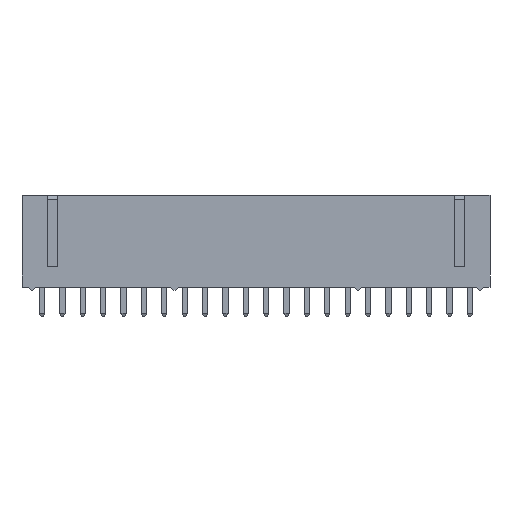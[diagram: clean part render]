
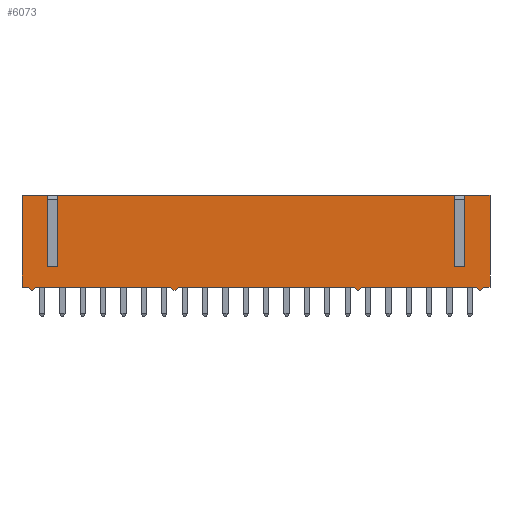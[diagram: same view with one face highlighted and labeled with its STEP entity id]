
A CAD part, front view. The second image highlights one B-rep face of the part: STEP entity #6073.
In plain terms, the highlighted planar face has unit normal (0, -1, 0).
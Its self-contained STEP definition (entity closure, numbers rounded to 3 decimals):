
#9=DIRECTION('',(1.,0.,0.));
#10=VECTOR('',#9,3.135);
#11=CARTESIAN_POINT('',(-29.17,-2.55,0.));
#12=LINE('',#11,#10);
#73=DIRECTION('',(1.,0.,0.));
#74=VECTOR('',#73,3.135);
#75=CARTESIAN_POINT('',(26.035,-2.55,0.));
#76=LINE('',#75,#74);
#121=DIRECTION('',(1.,0.,0.));
#122=VECTOR('',#121,49.53);
#123=CARTESIAN_POINT('',(-24.765,-2.55,0.));
#124=LINE('',#123,#122);
#233=DIRECTION('',(-0.707,0.,-0.707));
#234=VECTOR('',#233,0.537);
#235=CARTESIAN_POINT('',(-27.495,-2.55,-11.43));
#236=LINE('',#235,#234);
#237=DIRECTION('',(-1.,0.,0.));
#238=VECTOR('',#237,0.13);
#239=CARTESIAN_POINT('',(-27.875,-2.55,-11.81));
#240=LINE('',#239,#238);
#241=DIRECTION('',(-0.707,0.,0.707));
#242=VECTOR('',#241,0.537);
#243=CARTESIAN_POINT('',(-28.005,-2.55,-11.81));
#244=LINE('',#243,#242);
#245=DIRECTION('',(0.,0.,-1.));
#246=VECTOR('',#245,11.43);
#247=CARTESIAN_POINT('',(-29.17,-2.55,0.));
#248=LINE('',#247,#246);
#249=DIRECTION('',(0.,0.,-1.));
#250=VECTOR('',#249,8.89);
#251=CARTESIAN_POINT('',(-26.035,-2.55,0.));
#252=LINE('',#251,#250);
#253=DIRECTION('',(1.,0.,0.));
#254=VECTOR('',#253,1.27);
#255=CARTESIAN_POINT('',(-26.035,-2.55,-8.89));
#256=LINE('',#255,#254);
#257=DIRECTION('',(0.,0.,-1.));
#258=VECTOR('',#257,8.89);
#259=CARTESIAN_POINT('',(-24.765,-2.55,0.));
#260=LINE('',#259,#258);
#261=DIRECTION('',(0.,0.,-1.));
#262=VECTOR('',#261,8.89);
#263=CARTESIAN_POINT('',(24.765,-2.55,0.));
#264=LINE('',#263,#262);
#265=DIRECTION('',(1.,0.,0.));
#266=VECTOR('',#265,1.27);
#267=CARTESIAN_POINT('',(24.765,-2.55,-8.89));
#268=LINE('',#267,#266);
#269=DIRECTION('',(0.,0.,-1.));
#270=VECTOR('',#269,8.89);
#271=CARTESIAN_POINT('',(26.035,-2.55,0.));
#272=LINE('',#271,#270);
#273=DIRECTION('',(-0.707,0.,-0.707));
#274=VECTOR('',#273,0.537);
#275=CARTESIAN_POINT('',(28.385,-2.55,-11.43));
#276=LINE('',#275,#274);
#277=DIRECTION('',(-1.,0.,0.));
#278=VECTOR('',#277,0.13);
#279=CARTESIAN_POINT('',(28.005,-2.55,-11.81));
#280=LINE('',#279,#278);
#281=DIRECTION('',(-0.707,0.,0.707));
#282=VECTOR('',#281,0.537);
#283=CARTESIAN_POINT('',(27.875,-2.55,-11.81));
#284=LINE('',#283,#282);
#285=DIRECTION('',(-0.707,0.,-0.707));
#286=VECTOR('',#285,0.537);
#287=CARTESIAN_POINT('',(13.145,-2.55,-11.43));
#288=LINE('',#287,#286);
#289=DIRECTION('',(-1.,0.,0.));
#290=VECTOR('',#289,0.13);
#291=CARTESIAN_POINT('',(12.765,-2.55,-11.81));
#292=LINE('',#291,#290);
#293=DIRECTION('',(-0.707,0.,0.707));
#294=VECTOR('',#293,0.537);
#295=CARTESIAN_POINT('',(12.635,-2.55,-11.81));
#296=LINE('',#295,#294);
#297=DIRECTION('',(-0.707,0.,-0.707));
#298=VECTOR('',#297,0.537);
#299=CARTESIAN_POINT('',(-9.715,-2.55,-11.43));
#300=LINE('',#299,#298);
#301=DIRECTION('',(-1.,0.,0.));
#302=VECTOR('',#301,0.13);
#303=CARTESIAN_POINT('',(-10.095,-2.55,-11.81));
#304=LINE('',#303,#302);
#305=DIRECTION('',(-0.707,0.,0.707));
#306=VECTOR('',#305,0.537);
#307=CARTESIAN_POINT('',(-10.225,-2.55,-11.81));
#308=LINE('',#307,#306);
#313=DIRECTION('',(1.,0.,0.));
#314=VECTOR('',#313,0.785);
#315=CARTESIAN_POINT('',(28.385,-2.55,-11.43));
#316=LINE('',#315,#314);
#345=DIRECTION('',(1.,0.,0.));
#346=VECTOR('',#345,14.35);
#347=CARTESIAN_POINT('',(13.145,-2.55,-11.43));
#348=LINE('',#347,#346);
#361=DIRECTION('',(1.,0.,0.));
#362=VECTOR('',#361,21.97);
#363=CARTESIAN_POINT('',(-9.715,-2.55,-11.43));
#364=LINE('',#363,#362);
#377=DIRECTION('',(1.,0.,0.));
#378=VECTOR('',#377,16.89);
#379=CARTESIAN_POINT('',(-27.495,-2.55,-11.43));
#380=LINE('',#379,#378);
#417=DIRECTION('',(1.,0.,0.));
#418=VECTOR('',#417,0.785);
#419=CARTESIAN_POINT('',(-29.17,-2.55,-11.43));
#420=LINE('',#419,#418);
#921=DIRECTION('',(0.,0.,-1.));
#922=VECTOR('',#921,11.43);
#923=CARTESIAN_POINT('',(29.17,-2.55,0.));
#924=LINE('',#923,#922);
#4362=CARTESIAN_POINT('',(-29.17,-2.55,0.));
#4364=VERTEX_POINT('',#4362);
#4370=CARTESIAN_POINT('',(-29.17,-2.55,-11.43));
#4372=VERTEX_POINT('',#4370);
#4385=CARTESIAN_POINT('',(29.17,-2.55,0.));
#4387=VERTEX_POINT('',#4385);
#4401=CARTESIAN_POINT('',(29.17,-2.55,-11.43));
#4403=VERTEX_POINT('',#4401);
#4449=CARTESIAN_POINT('',(-26.035,-2.55,-8.89));
#4450=CARTESIAN_POINT('',(-24.765,-2.55,-8.89));
#4451=VERTEX_POINT('',#4449);
#4452=VERTEX_POINT('',#4450);
#4453=CARTESIAN_POINT('',(24.765,-2.55,-8.89));
#4454=CARTESIAN_POINT('',(26.035,-2.55,-8.89));
#4455=VERTEX_POINT('',#4453);
#4456=VERTEX_POINT('',#4454);
#4457=CARTESIAN_POINT('',(-26.035,-2.55,0.));
#4458=VERTEX_POINT('',#4457);
#4459=CARTESIAN_POINT('',(-24.765,-2.55,0.));
#4460=VERTEX_POINT('',#4459);
#4461=CARTESIAN_POINT('',(24.765,-2.55,0.));
#4462=VERTEX_POINT('',#4461);
#4463=CARTESIAN_POINT('',(26.035,-2.55,0.));
#4464=VERTEX_POINT('',#4463);
#4561=CARTESIAN_POINT('',(28.005,-2.55,-11.81));
#4562=CARTESIAN_POINT('',(27.875,-2.55,-11.81));
#4563=VERTEX_POINT('',#4561);
#4564=VERTEX_POINT('',#4562);
#4565=CARTESIAN_POINT('',(28.385,-2.55,-11.43));
#4567=VERTEX_POINT('',#4565);
#4569=CARTESIAN_POINT('',(27.495,-2.55,-11.43));
#4571=VERTEX_POINT('',#4569);
#4577=CARTESIAN_POINT('',(12.765,-2.55,-11.81));
#4578=CARTESIAN_POINT('',(12.635,-2.55,-11.81));
#4579=VERTEX_POINT('',#4577);
#4580=VERTEX_POINT('',#4578);
#4585=CARTESIAN_POINT('',(13.145,-2.55,-11.43));
#4586=VERTEX_POINT('',#4585);
#4587=CARTESIAN_POINT('',(12.255,-2.55,-11.43));
#4588=VERTEX_POINT('',#4587);
#4593=CARTESIAN_POINT('',(-10.095,-2.55,-11.81));
#4594=CARTESIAN_POINT('',(-10.225,-2.55,-11.81));
#4595=VERTEX_POINT('',#4593);
#4596=VERTEX_POINT('',#4594);
#4601=CARTESIAN_POINT('',(-9.715,-2.55,-11.43));
#4602=VERTEX_POINT('',#4601);
#4603=CARTESIAN_POINT('',(-10.605,-2.55,-11.43));
#4604=VERTEX_POINT('',#4603);
#4609=CARTESIAN_POINT('',(-27.875,-2.55,-11.81));
#4610=CARTESIAN_POINT('',(-28.005,-2.55,-11.81));
#4611=VERTEX_POINT('',#4609);
#4612=VERTEX_POINT('',#4610);
#4617=CARTESIAN_POINT('',(-27.495,-2.55,-11.43));
#4618=VERTEX_POINT('',#4617);
#4619=CARTESIAN_POINT('',(-28.385,-2.55,-11.43));
#4620=VERTEX_POINT('',#4619);
#6015=CARTESIAN_POINT('',(-29.17,-2.55,0.));
#6016=DIRECTION('',(0.,-1.,0.));
#6017=DIRECTION('',(1.,0.,0.));
#6018=AXIS2_PLACEMENT_3D('',#6015,#6016,#6017);
#6019=PLANE('',#6018);
#6021=ORIENTED_EDGE('',*,*,#6020,.F.);
#6023=ORIENTED_EDGE('',*,*,#6022,.T.);
#6025=ORIENTED_EDGE('',*,*,#6024,.T.);
#6027=ORIENTED_EDGE('',*,*,#6026,.T.);
#6029=ORIENTED_EDGE('',*,*,#6028,.F.);
#6031=ORIENTED_EDGE('',*,*,#6030,.F.);
#6032=ORIENTED_EDGE('',*,*,#5698,.T.);
#6033=ORIENTED_EDGE('',*,*,#5794,.T.);
#6035=ORIENTED_EDGE('',*,*,#6034,.T.);
#6037=ORIENTED_EDGE('',*,*,#6036,.F.);
#6038=ORIENTED_EDGE('',*,*,#5762,.T.);
#6040=ORIENTED_EDGE('',*,*,#6039,.T.);
#6042=ORIENTED_EDGE('',*,*,#6041,.T.);
#6043=ORIENTED_EDGE('',*,*,#6006,.F.);
#6044=ORIENTED_EDGE('',*,*,#5730,.T.);
#6046=ORIENTED_EDGE('',*,*,#6045,.T.);
#6048=ORIENTED_EDGE('',*,*,#6047,.F.);
#6050=ORIENTED_EDGE('',*,*,#6049,.T.);
#6052=ORIENTED_EDGE('',*,*,#6051,.T.);
#6054=ORIENTED_EDGE('',*,*,#6053,.T.);
#6056=ORIENTED_EDGE('',*,*,#6055,.F.);
#6058=ORIENTED_EDGE('',*,*,#6057,.T.);
#6060=ORIENTED_EDGE('',*,*,#6059,.T.);
#6062=ORIENTED_EDGE('',*,*,#6061,.T.);
#6064=ORIENTED_EDGE('',*,*,#6063,.F.);
#6066=ORIENTED_EDGE('',*,*,#6065,.T.);
#6068=ORIENTED_EDGE('',*,*,#6067,.T.);
#6070=ORIENTED_EDGE('',*,*,#6069,.T.);
#6071=EDGE_LOOP('',(#6021,#6023,#6025,#6027,#6029,#6031,#6032,#6033,#6035,#6037,
#6038,#6040,#6042,#6043,#6044,#6046,#6048,#6050,#6052,#6054,#6056,#6058,#6060,
#6062,#6064,#6066,#6068,#6070));
#6072=FACE_OUTER_BOUND('',#6071,.F.);
#6073=ADVANCED_FACE('',(#6072),#6019,.T.);
#5698=EDGE_CURVE('',#4364,#4458,#12,.T.);
#5730=EDGE_CURVE('',#4464,#4387,#76,.T.);
#5762=EDGE_CURVE('',#4460,#4462,#124,.T.);
#5794=EDGE_CURVE('',#4458,#4451,#252,.T.);
#6006=EDGE_CURVE('',#4464,#4456,#272,.T.);
#6020=EDGE_CURVE('',#4618,#4604,#380,.T.);
#6022=EDGE_CURVE('',#4618,#4611,#236,.T.);
#6024=EDGE_CURVE('',#4611,#4612,#240,.T.);
#6026=EDGE_CURVE('',#4612,#4620,#244,.T.);
#6028=EDGE_CURVE('',#4372,#4620,#420,.T.);
#6030=EDGE_CURVE('',#4364,#4372,#248,.T.);
#6034=EDGE_CURVE('',#4451,#4452,#256,.T.);
#6036=EDGE_CURVE('',#4460,#4452,#260,.T.);
#6039=EDGE_CURVE('',#4462,#4455,#264,.T.);
#6041=EDGE_CURVE('',#4455,#4456,#268,.T.);
#6045=EDGE_CURVE('',#4387,#4403,#924,.T.);
#6047=EDGE_CURVE('',#4567,#4403,#316,.T.);
#6049=EDGE_CURVE('',#4567,#4563,#276,.T.);
#6051=EDGE_CURVE('',#4563,#4564,#280,.T.);
#6053=EDGE_CURVE('',#4564,#4571,#284,.T.);
#6055=EDGE_CURVE('',#4586,#4571,#348,.T.);
#6057=EDGE_CURVE('',#4586,#4579,#288,.T.);
#6059=EDGE_CURVE('',#4579,#4580,#292,.T.);
#6061=EDGE_CURVE('',#4580,#4588,#296,.T.);
#6063=EDGE_CURVE('',#4602,#4588,#364,.T.);
#6065=EDGE_CURVE('',#4602,#4595,#300,.T.);
#6067=EDGE_CURVE('',#4595,#4596,#304,.T.);
#6069=EDGE_CURVE('',#4596,#4604,#308,.T.);
